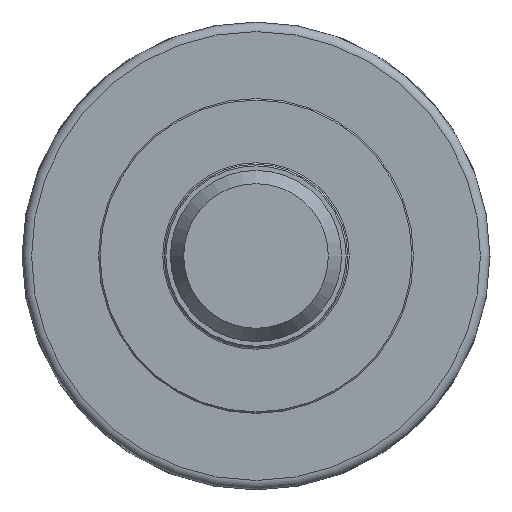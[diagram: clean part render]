
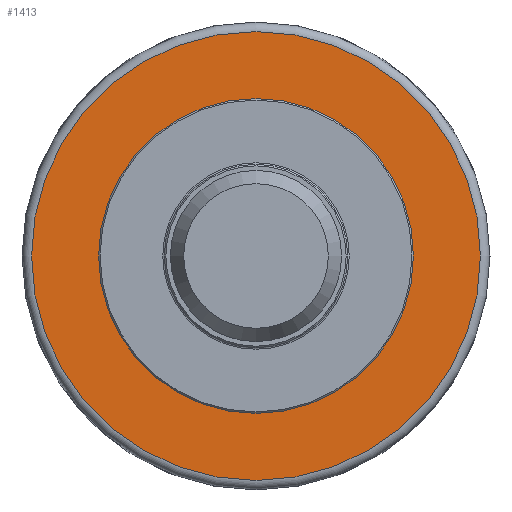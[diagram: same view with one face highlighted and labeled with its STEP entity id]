
A CAD part, left-side view. The second image highlights one B-rep face of the part: STEP entity #1413.
In plain terms, the highlighted planar face has unit normal (-1, 0, 0).
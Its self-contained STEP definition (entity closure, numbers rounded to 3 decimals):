
#71=FACE_BOUND('',#288,.T.);
#111=CIRCLE('',#1545,50.7);
#114=CIRCLE('',#1549,73.423);
#115=CIRCLE('',#1550,73.423);
#205=FACE_OUTER_BOUND('',#287,.T.);
#287=EDGE_LOOP('',(#1099,#1100));
#288=EDGE_LOOP('',(#1101));
#624=VERTEX_POINT('',#2395);
#627=VERTEX_POINT('',#2403);
#628=VERTEX_POINT('',#2404);
#800=EDGE_CURVE('',#624,#624,#111,.T.);
#804=EDGE_CURVE('',#627,#628,#114,.T.);
#805=EDGE_CURVE('',#628,#627,#115,.T.);
#1099=ORIENTED_EDGE('',*,*,#804,.F.);
#1100=ORIENTED_EDGE('',*,*,#805,.F.);
#1101=ORIENTED_EDGE('',*,*,#800,.T.);
#1355=PLANE('',#1548);
#1413=ADVANCED_FACE('',(#205,#71),#1355,.T.);
#1545=AXIS2_PLACEMENT_3D('',#2396,#1849,#1850);
#1548=AXIS2_PLACEMENT_3D('',#2402,#1856,#1857);
#1549=AXIS2_PLACEMENT_3D('',#2405,#1858,#1859);
#1550=AXIS2_PLACEMENT_3D('',#2406,#1860,#1861);
#1849=DIRECTION('center_axis',(1.,0.,0.));
#1850=DIRECTION('ref_axis',(0.,1.,0.));
#1856=DIRECTION('center_axis',(-1.,0.,0.));
#1857=DIRECTION('ref_axis',(0.,0.,
-1.));
#1858=DIRECTION('center_axis',(1.,0.,0.));
#1859=DIRECTION('ref_axis',(0.,1.,0.));
#1860=DIRECTION('center_axis',(1.,0.,0.));
#1861=DIRECTION('ref_axis',(0.,1.,0.));
#2395=CARTESIAN_POINT('',(28.8,-50.7,0.));
#2396=CARTESIAN_POINT('Origin',(28.8,0.,0.));
#2402=CARTESIAN_POINT('Origin',(28.8,-66.441,0.));
#2403=CARTESIAN_POINT('',(28.8,-73.423,0.));
#2404=CARTESIAN_POINT('',(28.8,0.,-73.423));
#2405=CARTESIAN_POINT('Origin',(28.8,0.,0.));
#2406=CARTESIAN_POINT('Origin',(28.8,0.,0.));
